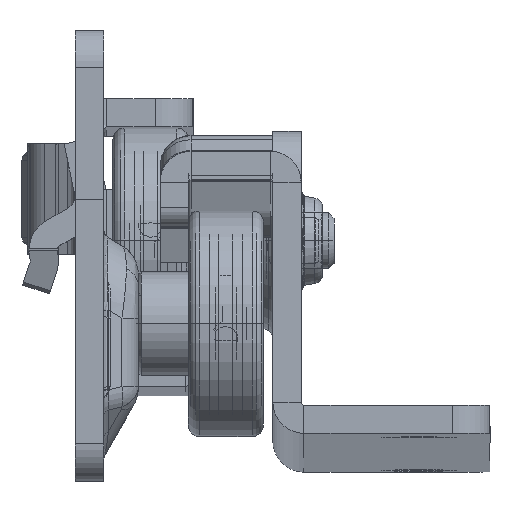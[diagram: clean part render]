
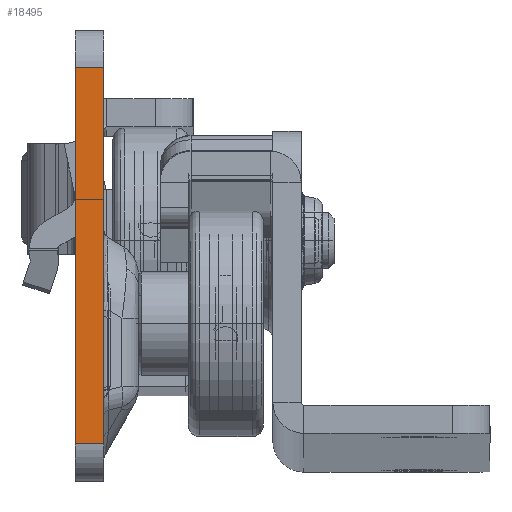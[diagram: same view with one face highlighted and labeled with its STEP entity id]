
A CAD part, top view. The second image highlights one B-rep face of the part: STEP entity #18495.
In plain terms, the highlighted planar face has unit normal (0, 0, 1).
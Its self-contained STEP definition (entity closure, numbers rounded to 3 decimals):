
#405 = ORIENTED_EDGE ( 'NONE', *, *, #1037, .F. ) ;
#1037 = EDGE_CURVE ( 'NONE', #5266, #20310, #25779, .T. ) ;
#1322 = VERTEX_POINT ( 'NONE', #5333 ) ;
#1603 = CARTESIAN_POINT ( 'NONE',  ( 0., 18.3, 0. ) ) ;
#1662 = CARTESIAN_POINT ( 'NONE',  ( -3., -29.094, 0. ) ) ;
#2114 = DIRECTION ( 'NONE',  ( 0., -1., 0. ) ) ;
#2443 = CARTESIAN_POINT ( 'NONE',  ( -3., -29.094, 0. ) ) ;
#5266 = VERTEX_POINT ( 'NONE', #1603 ) ;
#5333 = CARTESIAN_POINT ( 'NONE',  ( -3., 18.3, 0. ) ) ;
#5653 = VECTOR ( 'NONE', #2114, 1000. ) ;
#6239 = VECTOR ( 'NONE', #23293, 1000. ) ;
#6389 = CARTESIAN_POINT ( 'NONE',  ( 0., -29.094, 0. ) ) ;
#6860 = VECTOR ( 'NONE', #8832, 1000. ) ;
#8059 = LINE ( 'NONE', #27758, #18082 ) ;
#8192 = EDGE_CURVE ( 'NONE', #1322, #5266, #8059, .T. ) ;
#8195 = DIRECTION ( 'NONE',  ( 1., 0., 0. ) ) ;
#8832 = DIRECTION ( 'NONE',  ( 1., 0., 0. ) ) ;
#10153 = ORIENTED_EDGE ( 'NONE', *, *, #8192, .F. ) ;
#10802 = DIRECTION ( 'NONE',  ( 1., 0., 0. ) ) ;
#10936 = CARTESIAN_POINT ( 'NONE',  ( -122.719, -21.7, 0. ) ) ;
#13333 = ORIENTED_EDGE ( 'NONE', *, *, #16735, .T. ) ;
#13372 = CARTESIAN_POINT ( 'NONE',  ( 0., -21.7, 0. ) ) ;
#14258 = LINE ( 'NONE', #1662, #6239 ) ;
#15608 = EDGE_LOOP ( 'NONE', ( #405, #10153, #15668, #13333 ) ) ;
#15668 = ORIENTED_EDGE ( 'NONE', *, *, #22821, .T. ) ;
#16735 = EDGE_CURVE ( 'NONE', #26658, #20310, #26105, .T. ) ;
#18082 = VECTOR ( 'NONE', #8195, 1000. ) ;
#18495 = ADVANCED_FACE ( 'NONE', ( #19743 ), #23676, .T. ) ;
#18895 = CARTESIAN_POINT ( 'NONE',  ( -3., -21.7, 0. ) ) ;
#19737 = AXIS2_PLACEMENT_3D ( 'NONE', #2443, #27855, #10802 ) ;
#19743 = FACE_OUTER_BOUND ( 'NONE', #15608, .T. ) ;
#20310 = VERTEX_POINT ( 'NONE', #13372 ) ;
#22821 = EDGE_CURVE ( 'NONE', #1322, #26658, #14258, .T. ) ;
#23293 = DIRECTION ( 'NONE',  ( 0., -1., 0. ) ) ;
#23676 = PLANE ( 'NONE',  #19737 ) ;
#25779 = LINE ( 'NONE', #6389, #5653 ) ;
#26105 = LINE ( 'NONE', #10936, #6860 ) ;
#26658 = VERTEX_POINT ( 'NONE', #18895 ) ;
#27758 = CARTESIAN_POINT ( 'NONE',  ( -3., 18.3, 0. ) ) ;
#27855 = DIRECTION ( 'NONE',  ( 0., 0., 1. ) ) ;
